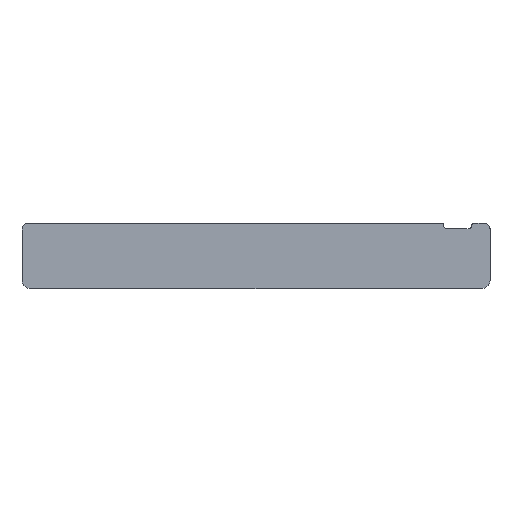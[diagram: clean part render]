
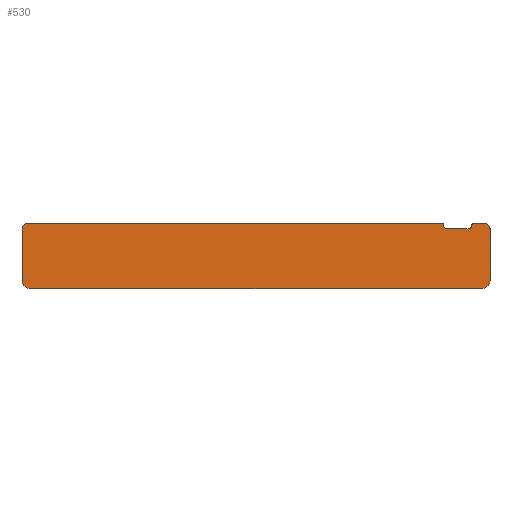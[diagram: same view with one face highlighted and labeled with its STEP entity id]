
A CAD part, top view. The second image highlights one B-rep face of the part: STEP entity #530.
In plain terms, the highlighted planar face has unit normal (0, 0, 1).
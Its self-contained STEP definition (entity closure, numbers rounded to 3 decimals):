
#54 = VERTEX_POINT('',#55);
#55 = CARTESIAN_POINT('',(268.,-112.8,0.));
#72 = VERTEX_POINT('',#73);
#73 = CARTESIAN_POINT('',(262.4,-112.8,0.));
#79 = EDGE_CURVE('',#54,#72,#80,.T.);
#80 = LINE('',#81,#82);
#81 = CARTESIAN_POINT('',(268.,-112.8,0.));
#82 = VECTOR('',#83,1.);
#83 = DIRECTION('',(-1.,0.,0.));
#94 = VERTEX_POINT('',#95);
#95 = CARTESIAN_POINT('',(261.4,-113.8,0.));
#111 = EDGE_CURVE('',#94,#72,#112,.T.);
#112 = CIRCLE('',#113,1.);
#113 = AXIS2_PLACEMENT_3D('',#114,#115,#116);
#114 = CARTESIAN_POINT('',(262.4,-113.8,0.));
#115 = DIRECTION('',(0.,0.,-1.));
#116 = DIRECTION('',(-1.,0.,0.));
#137 = VERTEX_POINT('',#138);
#138 = CARTESIAN_POINT('',(259.4,-115.8,0.));
#144 = EDGE_CURVE('',#94,#137,#145,.T.);
#145 = CIRCLE('',#146,2.);
#146 = AXIS2_PLACEMENT_3D('',#147,#148,#149);
#147 = CARTESIAN_POINT('',(259.4,-113.8,0.));
#148 = DIRECTION('',(0.,0.,-1.));
#149 = DIRECTION('',(1.,0.,0.));
#160 = VERTEX_POINT('',#161);
#161 = CARTESIAN_POINT('',(254.,-115.8,0.));
#176 = EDGE_CURVE('',#160,#137,#177,.T.);
#177 = LINE('',#178,#179);
#178 = CARTESIAN_POINT('',(254.,-115.8,0.));
#179 = VECTOR('',#180,1.);
#180 = DIRECTION('',(1.,0.,0.));
#200 = VERTEX_POINT('',#201);
#201 = CARTESIAN_POINT('',(248.6,-115.8,0.));
#207 = EDGE_CURVE('',#160,#200,#208,.T.);
#208 = LINE('',#209,#210);
#209 = CARTESIAN_POINT('',(254.,-115.8,0.));
#210 = VECTOR('',#211,1.);
#211 = DIRECTION('',(-1.,0.,0.));
#232 = VERTEX_POINT('',#233);
#233 = CARTESIAN_POINT('',(246.6,-113.8,0.));
#239 = EDGE_CURVE('',#200,#232,#240,.T.);
#240 = CIRCLE('',#241,2.);
#241 = AXIS2_PLACEMENT_3D('',#242,#243,#244);
#242 = CARTESIAN_POINT('',(248.6,-113.8,0.));
#243 = DIRECTION('',(0.,0.,-1.));
#244 = DIRECTION('',(0.,-1.,0.));
#255 = VERTEX_POINT('',#256);
#256 = CARTESIAN_POINT('',(245.6,-112.8,0.));
#272 = EDGE_CURVE('',#255,#232,#273,.T.);
#273 = CIRCLE('',#274,1.);
#274 = AXIS2_PLACEMENT_3D('',#275,#276,#277);
#275 = CARTESIAN_POINT('',(245.6,-113.8,0.));
#276 = DIRECTION('',(0.,0.,-1.));
#277 = DIRECTION('',(0.,1.,0.));
#288 = VERTEX_POINT('',#289);
#289 = CARTESIAN_POINT('',(27.,-112.8,0.));
#304 = EDGE_CURVE('',#288,#255,#305,.T.);
#305 = LINE('',#306,#307);
#306 = CARTESIAN_POINT('',(27.,-112.8,0.));
#307 = VECTOR('',#308,1.);
#308 = DIRECTION('',(1.,0.,0.));
#319 = VERTEX_POINT('',#320);
#320 = CARTESIAN_POINT('',(24.,-115.8,0.));
#336 = EDGE_CURVE('',#319,#288,#337,.T.);
#337 = CIRCLE('',#338,3.);
#338 = AXIS2_PLACEMENT_3D('',#339,#340,#341);
#339 = CARTESIAN_POINT('',(27.,-115.8,0.));
#340 = DIRECTION('',(0.,0.,-1.));
#341 = DIRECTION('',(-1.,0.,0.));
#352 = VERTEX_POINT('',#353);
#353 = CARTESIAN_POINT('',(24.,-142.8,0.));
#368 = EDGE_CURVE('',#352,#319,#369,.T.);
#369 = LINE('',#370,#371);
#370 = CARTESIAN_POINT('',(24.,-142.8,0.));
#371 = VECTOR('',#372,1.);
#372 = DIRECTION('',(0.,1.,0.));
#383 = VERTEX_POINT('',#384);
#384 = CARTESIAN_POINT('',(28.5,-147.3,0.));
#400 = EDGE_CURVE('',#383,#352,#401,.T.);
#401 = CIRCLE('',#402,4.5);
#402 = AXIS2_PLACEMENT_3D('',#403,#404,#405);
#403 = CARTESIAN_POINT('',(28.5,-142.8,0.));
#404 = DIRECTION('',(0.,0.,-1.));
#405 = DIRECTION('',(0.,-1.,0.));
#425 = VERTEX_POINT('',#426);
#426 = CARTESIAN_POINT('',(266.5,-147.3,0.));
#432 = EDGE_CURVE('',#383,#425,#433,.T.);
#433 = LINE('',#434,#435);
#434 = CARTESIAN_POINT('',(28.5,-147.3,0.));
#435 = VECTOR('',#436,1.);
#436 = DIRECTION('',(1.,0.,0.));
#447 = VERTEX_POINT('',#448);
#448 = CARTESIAN_POINT('',(271.,-142.8,0.));
#464 = EDGE_CURVE('',#447,#425,#465,.T.);
#465 = CIRCLE('',#466,4.5);
#466 = AXIS2_PLACEMENT_3D('',#467,#468,#469);
#467 = CARTESIAN_POINT('',(266.5,-142.8,0.));
#468 = DIRECTION('',(0.,0.,-1.));
#469 = DIRECTION('',(1.,0.,0.));
#480 = VERTEX_POINT('',#481);
#481 = CARTESIAN_POINT('',(271.,-115.8,0.));
#496 = EDGE_CURVE('',#480,#447,#497,.T.);
#497 = LINE('',#498,#499);
#498 = CARTESIAN_POINT('',(271.,-115.8,0.));
#499 = VECTOR('',#500,1.);
#500 = DIRECTION('',(0.,-1.,0.));
#519 = EDGE_CURVE('',#54,#480,#520,.T.);
#520 = CIRCLE('',#521,3.);
#521 = AXIS2_PLACEMENT_3D('',#522,#523,#524);
#522 = CARTESIAN_POINT('',(268.,-115.8,0.));
#523 = DIRECTION('',(0.,0.,-1.));
#524 = DIRECTION('',(0.,1.,0.));
#530 = ADVANCED_FACE('',(#531),#548,.T.);
#531 = FACE_BOUND('',#532,.T.);
#532 = EDGE_LOOP('',(#533,#534,#535,#536,#537,#538,#539,#540,#541,#542,
    #543,#544,#545,#546,#547));
#533 = ORIENTED_EDGE('',*,*,#79,.T.);
#534 = ORIENTED_EDGE('',*,*,#111,.F.);
#535 = ORIENTED_EDGE('',*,*,#144,.T.);
#536 = ORIENTED_EDGE('',*,*,#176,.F.);
#537 = ORIENTED_EDGE('',*,*,#207,.T.);
#538 = ORIENTED_EDGE('',*,*,#239,.T.);
#539 = ORIENTED_EDGE('',*,*,#272,.F.);
#540 = ORIENTED_EDGE('',*,*,#304,.F.);
#541 = ORIENTED_EDGE('',*,*,#336,.F.);
#542 = ORIENTED_EDGE('',*,*,#368,.F.);
#543 = ORIENTED_EDGE('',*,*,#400,.F.);
#544 = ORIENTED_EDGE('',*,*,#432,.T.);
#545 = ORIENTED_EDGE('',*,*,#464,.F.);
#546 = ORIENTED_EDGE('',*,*,#496,.F.);
#547 = ORIENTED_EDGE('',*,*,#519,.F.);
#548 = PLANE('',#549);
#549 = AXIS2_PLACEMENT_3D('',#550,#551,#552);
#550 = CARTESIAN_POINT('',(148.131,-129.988,0.));
#551 = DIRECTION('',(0.,0.,1.));
#552 = DIRECTION('',(1.,0.,0.));
